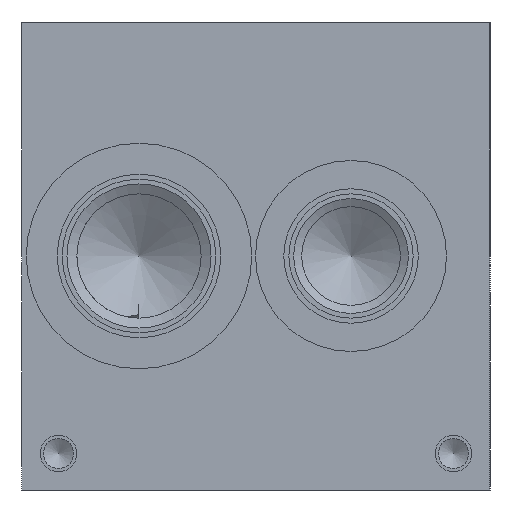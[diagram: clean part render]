
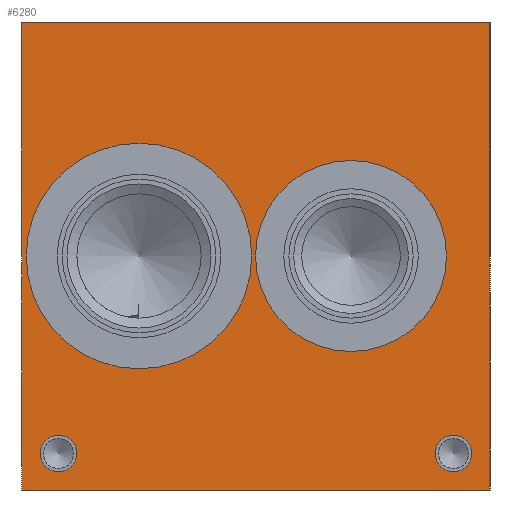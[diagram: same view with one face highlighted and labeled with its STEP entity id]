
A CAD part, left-side view. The second image highlights one B-rep face of the part: STEP entity #6280.
In plain terms, the highlighted planar face has unit normal (-1, 0, 0).
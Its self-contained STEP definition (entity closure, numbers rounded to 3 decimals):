
#4009=CARTESIAN_POINT('',(0.0,76.2,75.286));
#4010=VERTEX_POINT('',#4009);
#4011=CARTESIAN_POINT('',(0.0,76.2,50.8));
#4012=DIRECTION('',(1.0,0.0,0.0));
#4013=DIRECTION('',(0.0,0.0,1.0));
#4014=AXIS2_PLACEMENT_3D('',#4011,#4012,#4013);
#4015=CIRCLE('',#4014,24.486);
#4016=EDGE_CURVE('',#4010,#4010,#4015,.T.);
#4206=CARTESIAN_POINT('',(0.0,30.175,71.526));
#4207=VERTEX_POINT('',#4206);
#4208=CARTESIAN_POINT('',(0.0,30.175,50.8));
#4209=DIRECTION('',(1.0,0.0,0.0));
#4210=DIRECTION('',(0.0,0.0,1.0));
#4211=AXIS2_PLACEMENT_3D('',#4208,#4209,#4210);
#4212=CIRCLE('',#4211,20.726);
#4213=EDGE_CURVE('',#4207,#4207,#4212,.T.);
#4283=CARTESIAN_POINT('',(0.0,93.675,11.9));
#4284=VERTEX_POINT('',#4283);
#4285=CARTESIAN_POINT('',(0.0,93.675,7.925));
#4286=DIRECTION('',(1.0,0.0,0.0));
#4287=DIRECTION('',(0.0,0.0,1.0));
#4288=AXIS2_PLACEMENT_3D('',#4285,#4286,#4287);
#4289=CIRCLE('',#4288,3.975);
#4290=EDGE_CURVE('',#4284,#4284,#4289,.T.);
#4360=CARTESIAN_POINT('',(0.0,7.925,11.9));
#4361=VERTEX_POINT('',#4360);
#4362=CARTESIAN_POINT('',(0.0,7.925,7.925));
#4363=DIRECTION('',(1.0,0.0,0.0));
#4364=DIRECTION('',(0.0,0.0,1.0));
#4365=AXIS2_PLACEMENT_3D('',#4362,#4363,#4364);
#4366=CIRCLE('',#4365,3.975);
#4367=EDGE_CURVE('',#4361,#4361,#4366,.T.);
#6229=CARTESIAN_POINT('',(0.0,0.0,0.0));
#6230=DIRECTION('',(-1.0,0.0,0.0));
#6231=DIRECTION('',(0.0,0.0,1.0));
#6232=AXIS2_PLACEMENT_3D('',#6229,#6230,#6231);
#6233=PLANE('',#6232);
#6234=CARTESIAN_POINT('',(0.0,0.0,101.6));
#6235=VERTEX_POINT('',#6234);
#6236=CARTESIAN_POINT('',(0.0,101.6,101.6));
#6237=VERTEX_POINT('',#6236);
#6238=CARTESIAN_POINT('',(0.0,0.0,101.6));
#6239=DIRECTION('',(0.0,1.0,0.0));
#6240=VECTOR('',#6239,101.6);
#6241=LINE('',#6238,#6240);
#6242=EDGE_CURVE('',#6235,#6237,#6241,.T.);
#6243=ORIENTED_EDGE('',*,*,#6242,.T.);
#6244=CARTESIAN_POINT('',(0.0,101.6,0.0));
#6245=VERTEX_POINT('',#6244);
#6246=CARTESIAN_POINT('',(0.0,101.6,0.0));
#6247=DIRECTION('',(0.0,0.0,1.0));
#6248=VECTOR('',#6247,101.6);
#6249=LINE('',#6246,#6248);
#6250=EDGE_CURVE('',#6245,#6237,#6249,.T.);
#6251=ORIENTED_EDGE('',*,*,#6250,.F.);
#6252=CARTESIAN_POINT('',(0.0,0.0,0.0));
#6253=VERTEX_POINT('',#6252);
#6254=CARTESIAN_POINT('',(0.0,101.6,0.0));
#6255=DIRECTION('',(0.0,-1.0,0.0));
#6256=VECTOR('',#6255,101.6);
#6257=LINE('',#6254,#6256);
#6258=EDGE_CURVE('',#6245,#6253,#6257,.T.);
#6259=ORIENTED_EDGE('',*,*,#6258,.T.);
#6260=CARTESIAN_POINT('',(0.0,0.0,0.0));
#6261=DIRECTION('',(0.0,0.0,1.0));
#6262=VECTOR('',#6261,101.6);
#6263=LINE('',#6260,#6262);
#6264=EDGE_CURVE('',#6253,#6235,#6263,.T.);
#6265=ORIENTED_EDGE('',*,*,#6264,.T.);
#6266=EDGE_LOOP('',(#6243,#6251,#6259,#6265));
#6267=FACE_OUTER_BOUND('',#6266,.T.);
#6268=ORIENTED_EDGE('',*,*,#4016,.T.);
#6269=EDGE_LOOP('',(#6268));
#6270=FACE_BOUND('',#6269,.T.);
#6271=ORIENTED_EDGE('',*,*,#4213,.T.);
#6272=EDGE_LOOP('',(#6271));
#6273=FACE_BOUND('',#6272,.T.);
#6274=ORIENTED_EDGE('',*,*,#4290,.T.);
#6275=EDGE_LOOP('',(#6274));
#6276=FACE_BOUND('',#6275,.T.);
#6277=ORIENTED_EDGE('',*,*,#4367,.T.);
#6278=EDGE_LOOP('',(#6277));
#6279=FACE_BOUND('',#6278,.T.);
#6280=ADVANCED_FACE('',(#6267,#6270,#6273,#6276,#6279),#6233,.T.);
